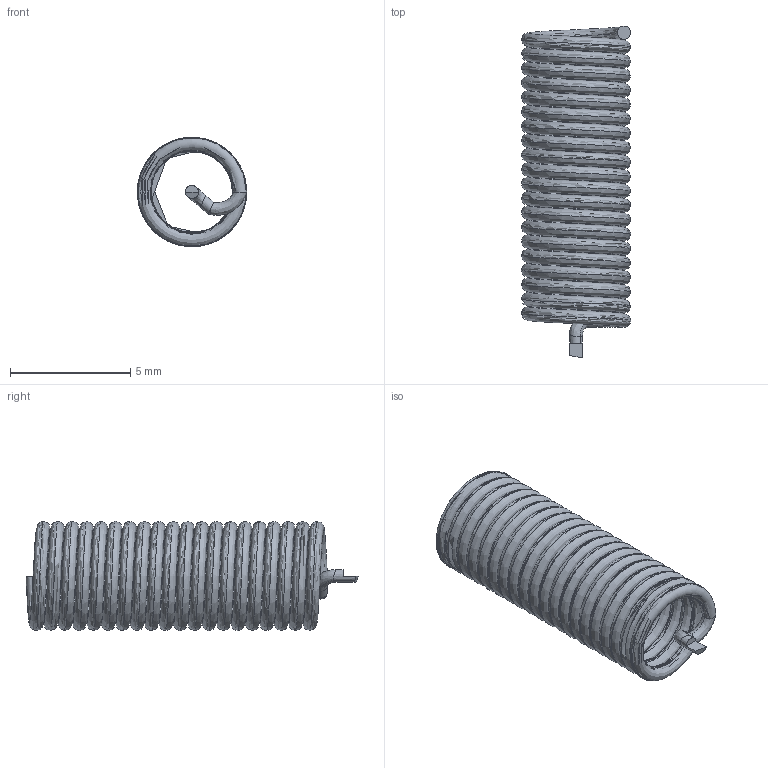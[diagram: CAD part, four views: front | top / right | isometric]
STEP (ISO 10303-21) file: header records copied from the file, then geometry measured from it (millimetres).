
FILE_DESCRIPTION (( 'STEP AP214' ), '1' );
FILE_NAME ('Spiral.STEP', '2022-05-09T23:00:37', ( '' ), ( '' ), 'SwSTEP 2.0', 'SolidWorks 2021', '' );
FILE_SCHEMA (( 'AUTOMOTIVE_DESIGN' ));
Length unit declared in the file: millimetre
Products named in the file (1): Spiral
Bounding box: 4.55 x 13.83 x 4.55 mm (x, y, z)
Volume: 60.2 mm3; surface area: 438.6 mm2
Topology: 1 solids, 1 shells, 15 faces, 32 edges, 19 vertices
Faces by surface type: bspline 11, plane 4
Entity records: 4427 total; most frequent: CARTESIAN_POINT 4140, ORIENTED_EDGE 64, DIRECTION 38, EDGE_CURVE 32, VERTEX_POINT 19, AXIS2_PLACEMENT_3D 17, ADVANCED_FACE 15, FACE_OUTER_BOUND 15
